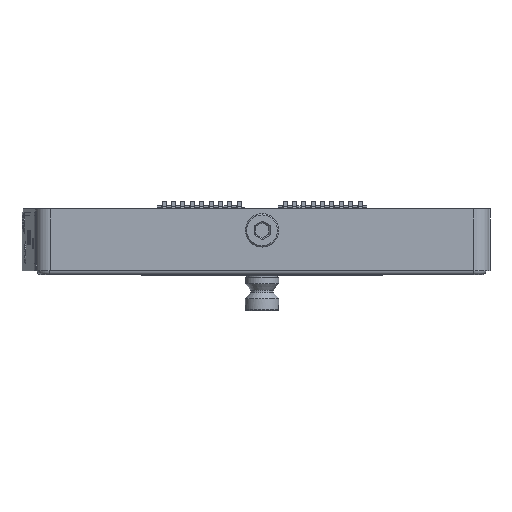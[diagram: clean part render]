
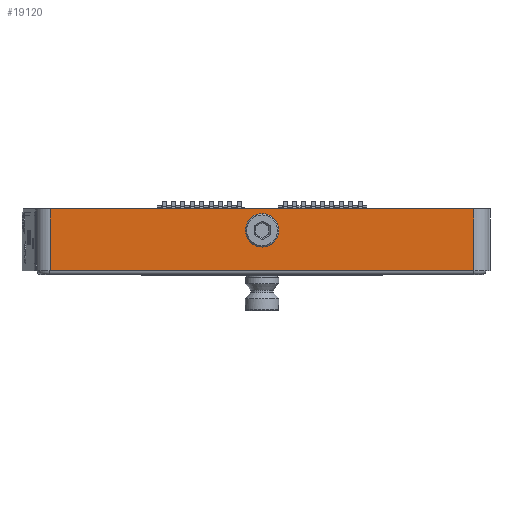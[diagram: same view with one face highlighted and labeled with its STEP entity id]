
A CAD part, left-side view. The second image highlights one B-rep face of the part: STEP entity #19120.
In plain terms, the highlighted planar face has unit normal (-1, 0, 0).
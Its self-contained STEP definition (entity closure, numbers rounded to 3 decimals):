
#2725 = CARTESIAN_POINT ( 'NONE',  ( -86., 4.5, 5.75 ) ) ;
#3098 = EDGE_LOOP ( 'NONE', ( #30809, #8249, #9204, #8496 ) ) ;
#4207 = LINE ( 'NONE', #26318, #21462 ) ;
#5249 = CARTESIAN_POINT ( 'NONE',  ( -86., 83.5, 5.75 ) ) ;
#5941 = EDGE_CURVE ( 'NONE', #29238, #29238, #23812, .T. ) ;
#6097 = DIRECTION ( 'NONE',  ( 1., 0., 0. ) ) ;
#7749 = LINE ( 'NONE', #29668, #42291 ) ;
#8249 = ORIENTED_EDGE ( 'NONE', *, *, #39699, .F. ) ;
#8496 = ORIENTED_EDGE ( 'NONE', *, *, #11874, .T. ) ;
#9204 = ORIENTED_EDGE ( 'NONE', *, *, #12440, .T. ) ;
#11182 = LINE ( 'NONE', #33784, #29584 ) ;
#11874 = EDGE_CURVE ( 'NONE', #13402, #25233, #40481, .T. ) ;
#12440 = EDGE_CURVE ( 'NONE', #21211, #13402, #7749, .T. ) ;
#13136 = ORIENTED_EDGE ( 'NONE', *, *, #5941, .T. ) ;
#13402 = VERTEX_POINT ( 'NONE', #21879 ) ;
#13899 = FACE_OUTER_BOUND ( 'NONE', #3098, .T. ) ;
#15098 = DIRECTION ( 'NONE',  ( -1., 0., 0. ) ) ;
#15450 = CARTESIAN_POINT ( 'NONE',  ( -86., 4.5, -5.75 ) ) ;
#15492 = VERTEX_POINT ( 'NONE', #5249 ) ;
#16130 = DIRECTION ( 'NONE',  ( 0., -1., 0. ) ) ;
#19120 = ADVANCED_FACE ( 'NONE', ( #29764, #13899 ), #35328, .T. ) ;
#21211 = VERTEX_POINT ( 'NONE', #24774 ) ;
#21462 = VECTOR ( 'NONE', #39705, 1000. ) ;
#21879 = CARTESIAN_POINT ( 'NONE',  ( -86., 4.5, -5.75 ) ) ;
#23812 = CIRCLE ( 'NONE', #37218, 3.125 ) ;
#24774 = CARTESIAN_POINT ( 'NONE',  ( -86., 83.5, -5.75 ) ) ;
#25233 = VERTEX_POINT ( 'NONE', #2725 ) ;
#25250 = EDGE_CURVE ( 'NONE', #15492, #25233, #11182, .T. ) ;
#26318 = CARTESIAN_POINT ( 'NONE',  ( -86., 83.5, -5.75 ) ) ;
#26629 = CARTESIAN_POINT ( 'NONE',  ( -86., 44., 1.75 ) ) ;
#28421 = EDGE_LOOP ( 'NONE', ( #13136 ) ) ;
#28825 = CARTESIAN_POINT ( 'NONE',  ( -86., 47.125, 1.75 ) ) ;
#28999 = DIRECTION ( 'NONE',  ( 0., 0., 1. ) ) ;
#29238 = VERTEX_POINT ( 'NONE', #28825 ) ;
#29584 = VECTOR ( 'NONE', #37143, 1000. ) ;
#29668 = CARTESIAN_POINT ( 'NONE',  ( -86., 4.5, -5.75 ) ) ;
#29710 = VECTOR ( 'NONE', #28999, 1000. ) ;
#29764 = FACE_BOUND ( 'NONE', #28421, .T. ) ;
#30044 = DIRECTION ( 'NONE',  ( 0., 1., 0. ) ) ;
#30809 = ORIENTED_EDGE ( 'NONE', *, *, #25250, .F. ) ;
#33784 = CARTESIAN_POINT ( 'NONE',  ( -86., 4.5, 5.75 ) ) ;
#35328 = PLANE ( 'NONE',  #38357 ) ;
#35473 = CARTESIAN_POINT ( 'NONE',  ( -86., 4.5, -5.75 ) ) ;
#37143 = DIRECTION ( 'NONE',  ( 0., -1., 0. ) ) ;
#37218 = AXIS2_PLACEMENT_3D ( 'NONE', #26629, #6097, #30044 ) ;
#38357 = AXIS2_PLACEMENT_3D ( 'NONE', #35473, #15098, #38826 ) ;
#38826 = DIRECTION ( 'NONE',  ( 0., 0., 1. ) ) ;
#39699 = EDGE_CURVE ( 'NONE', #21211, #15492, #4207, .T. ) ;
#39705 = DIRECTION ( 'NONE',  ( 0., 0., 1. ) ) ;
#40481 = LINE ( 'NONE', #15450, #29710 ) ;
#42291 = VECTOR ( 'NONE', #16130, 1000. ) ;
